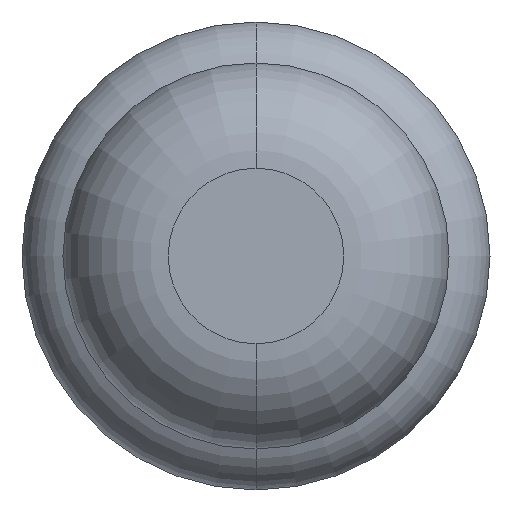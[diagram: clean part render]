
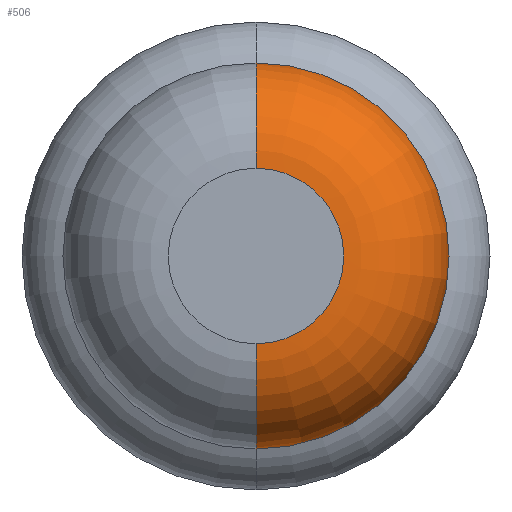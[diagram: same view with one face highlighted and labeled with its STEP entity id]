
A CAD part, front view. The second image highlights one B-rep face of the part: STEP entity #506.
In plain terms, the highlighted toroidal (fillet/blend) face has major radius 0.375 mm and minor radius 0.45 mm.
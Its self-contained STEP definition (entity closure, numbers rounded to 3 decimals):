
#30 = CARTESIAN_POINT ( 'NONE',  ( 0., -26.95, 0. ) ) ;
#218 = EDGE_CURVE ( 'NONE', #1848, #2558, #386, .T. ) ;
#308 = DIRECTION ( 'NONE',  ( 0., 0., 1. ) ) ;
#340 = DIRECTION ( 'NONE',  ( 0., 1., 0. ) ) ;
#386 = CIRCLE ( 'NONE', #3071, 0.45 ) ;
#444 = CARTESIAN_POINT ( 'NONE',  ( 0., -27.4, -0.375 ) ) ;
#506 = ADVANCED_FACE ( 'Defeature ausgef�hrt1_5', ( #1228 ), #3502, .T. ) ;
#537 = AXIS2_PLACEMENT_3D ( 'NONE', #1213, #340, #3218 ) ;
#588 = CIRCLE ( 'NONE', #537, 0.375 ) ;
#1023 = ORIENTED_EDGE ( 'NONE', *, *, #2383, .T. ) ;
#1028 = AXIS2_PLACEMENT_3D ( 'NONE', #30, #2284, #308 ) ;
#1054 = CIRCLE ( 'NONE', #1615, 0.45 ) ;
#1067 = CARTESIAN_POINT ( 'NONE',  ( 0., -26.95, 0.375 ) ) ;
#1213 = CARTESIAN_POINT ( 'NONE',  ( 0., -27.4, 0. ) ) ;
#1228 = FACE_OUTER_BOUND ( 'NONE', #1426, .T. ) ;
#1324 = ORIENTED_EDGE ( 'NONE', *, *, #1709, .F. ) ;
#1326 = AXIS2_PLACEMENT_3D ( 'NONE', #1698, #3448, #3702 ) ;
#1389 = DIRECTION ( 'NONE',  ( 0., 0., 1. ) ) ;
#1402 = VERTEX_POINT ( 'NONE', #2914 ) ;
#1406 = ORIENTED_EDGE ( 'NONE', *, *, #218, .F. ) ;
#1414 = EDGE_CURVE ( 'Defeature ausgef�hrt1_5+Defeature ausgef�hrt1_4+Defeature ausgef�hrt1_4+Defeature ausgef�hrt1_4', #1848, #2110, #588, .T. ) ;
#1426 = EDGE_LOOP ( 'NONE', ( #1583, #1023, #1324, #1406 ) ) ;
#1583 = ORIENTED_EDGE ( 'NONE', *, *, #1414, .T. ) ;
#1615 = AXIS2_PLACEMENT_3D ( 'NONE', #3477, #1983, #2609 ) ;
#1698 = CARTESIAN_POINT ( 'NONE',  ( 0., -26.95, 0. ) ) ;
#1709 = EDGE_CURVE ( 'Defeature ausgef�hrt1_6+Defeature ausgef�hrt1_5+Defeature ausgef�hrt1_5+Defeature ausgef�hrt1_5', #2558, #1402, #2074, .T. ) ;
#1848 = VERTEX_POINT ( 'NONE', #2057 ) ;
#1983 = DIRECTION ( 'NONE',  ( 1., 0., 0. ) ) ;
#2057 = CARTESIAN_POINT ( 'NONE',  ( 0., -27.4, 0.375 ) ) ;
#2074 = CIRCLE ( 'NONE', #1326, 0.825 ) ;
#2110 = VERTEX_POINT ( 'NONE', #444 ) ;
#2284 = DIRECTION ( 'NONE',  ( 0., 1., 0. ) ) ;
#2383 = EDGE_CURVE ( 'NONE', #2110, #1402, #1054, .T. ) ;
#2558 = VERTEX_POINT ( 'NONE', #3452 ) ;
#2609 = DIRECTION ( 'NONE',  ( 0., 0., -1. ) ) ;
#2914 = CARTESIAN_POINT ( 'NONE',  ( 0., -26.95, -0.825 ) ) ;
#3071 = AXIS2_PLACEMENT_3D ( 'NONE', #1067, #3096, #1389 ) ;
#3096 = DIRECTION ( 'NONE',  ( -1., 0., 0. ) ) ;
#3218 = DIRECTION ( 'NONE',  ( 0., 0., 1. ) ) ;
#3448 = DIRECTION ( 'NONE',  ( 0., 1., 0. ) ) ;
#3452 = CARTESIAN_POINT ( 'NONE',  ( 0., -26.95, 0.825 ) ) ;
#3477 = CARTESIAN_POINT ( 'NONE',  ( 0., -26.95, -0.375 ) ) ;
#3502 = TOROIDAL_SURFACE ( 'NONE', #1028, 0.375, 0.45 ) ;
#3702 = DIRECTION ( 'NONE',  ( 0., 0., 1. ) ) ;
